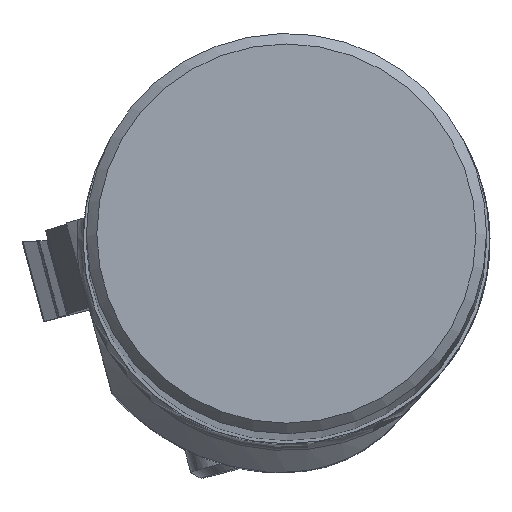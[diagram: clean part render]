
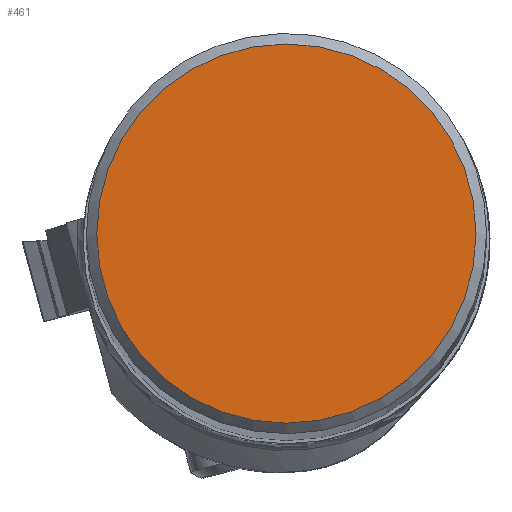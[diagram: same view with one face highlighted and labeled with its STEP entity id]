
A CAD part, top view. The second image highlights one B-rep face of the part: STEP entity #461.
In plain terms, the highlighted planar face has unit normal (0, 0, 1).
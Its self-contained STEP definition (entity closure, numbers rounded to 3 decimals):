
#208=FACE_OUTER_BOUND('',#840,.T.);
#374=CIRCLE('',#3407,9.019);
#461=ADVANCED_FACE('',(#208),#640,.T.);
#640=PLANE('',#3408);
#840=EDGE_LOOP('',(#1124));
#1124=ORIENTED_EDGE('',*,*,#2356,.T.);
#2047=VERTEX_POINT('',#4734);
#2356=EDGE_CURVE('',#2047,#2047,#374,.T.);
#3407=AXIS2_PLACEMENT_3D('',#4733,#3762,#3763);
#3408=AXIS2_PLACEMENT_3D('',#4735,#3764,#3765);
#3762=DIRECTION('',(0.,0.,1.));
#3763=DIRECTION('',(1.,0.,0.));
#3764=DIRECTION('',(0.,0.,1.));
#3765=DIRECTION('',(-1.,0.,0.));
#4733=CARTESIAN_POINT('',(0.,0.,0.));
#4734=CARTESIAN_POINT('',(9.019,0.,0.));
#4735=CARTESIAN_POINT('',(0.,0.,0.));
